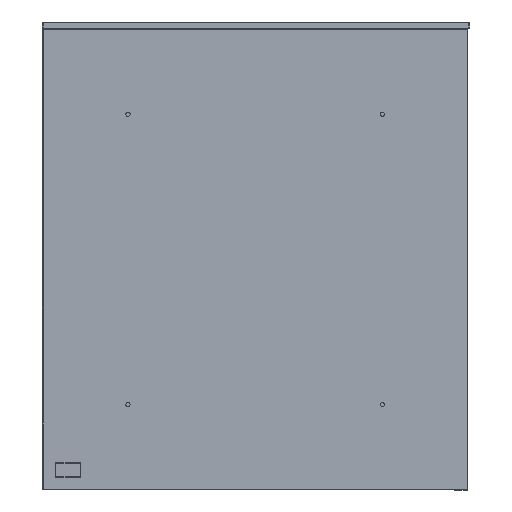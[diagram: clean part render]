
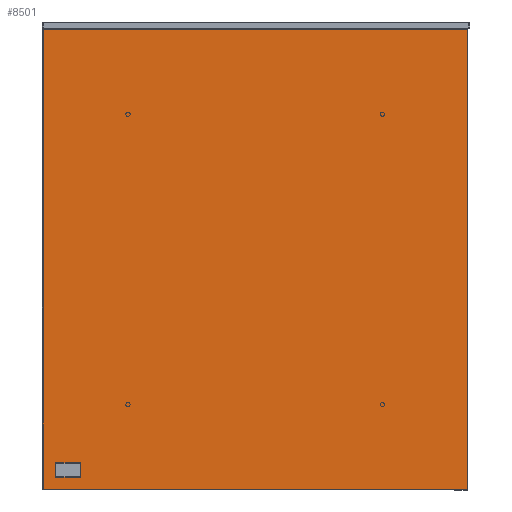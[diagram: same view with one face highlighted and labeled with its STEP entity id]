
A CAD part, left-side view. The second image highlights one B-rep face of the part: STEP entity #8501.
In plain terms, the highlighted planar face has unit normal (-1, 0, 0).
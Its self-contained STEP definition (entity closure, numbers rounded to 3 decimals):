
#8140=CARTESIAN_POINT('',(-3823.565,5493.44,-59.131));
#8141=VERTEX_POINT('',#8140);
#8142=CARTESIAN_POINT('',(-3823.565,5493.44,-596.869));
#8143=VERTEX_POINT('',#8142);
#8144=CARTESIAN_POINT('',(-3823.565,5493.44,-59.131));
#8145=DIRECTION('',(0.0,0.0,-1.0));
#8146=VECTOR('',#8145,537.737);
#8147=LINE('',#8144,#8146);
#8148=EDGE_CURVE('',#8141,#8143,#8147,.T.);
#8180=CARTESIAN_POINT('',(-3823.565,5493.771,-597.2));
#8181=VERTEX_POINT('',#8180);
#8182=CARTESIAN_POINT('',(-3823.565,5493.44,-596.869));
#8183=DIRECTION('',(0.0,0.707,-0.707));
#8184=VECTOR('',#8183,0.469);
#8185=LINE('',#8182,#8184);
#8186=EDGE_CURVE('',#8143,#8181,#8185,.T.);
#8211=CARTESIAN_POINT('',(-3823.565,5989.508,-597.2));
#8212=VERTEX_POINT('',#8211);
#8213=CARTESIAN_POINT('',(-3823.565,5493.771,-597.2));
#8214=DIRECTION('',(0.0,1.0,0.0));
#8215=VECTOR('',#8214,495.737);
#8216=LINE('',#8213,#8215);
#8217=EDGE_CURVE('',#8181,#8212,#8216,.T.);
#8251=CARTESIAN_POINT('',(-3823.565,5989.84,-596.869));
#8252=VERTEX_POINT('',#8251);
#8253=CARTESIAN_POINT('',(-3823.565,5989.508,-597.2));
#8254=DIRECTION('',(0.0,0.707,0.707));
#8255=VECTOR('',#8254,0.469);
#8256=LINE('',#8253,#8255);
#8257=EDGE_CURVE('',#8212,#8252,#8256,.T.);
#8282=CARTESIAN_POINT('',(-3823.565,5989.84,-59.131));
#8283=VERTEX_POINT('',#8282);
#8284=CARTESIAN_POINT('',(-3823.565,5989.84,-596.869));
#8285=DIRECTION('',(0.0,0.0,1.0));
#8286=VECTOR('',#8285,537.737);
#8287=LINE('',#8284,#8286);
#8288=EDGE_CURVE('',#8252,#8283,#8287,.T.);
#8313=CARTESIAN_POINT('',(-3823.565,5989.508,-58.8));
#8314=VERTEX_POINT('',#8313);
#8315=CARTESIAN_POINT('',(-3823.565,5989.84,-59.131));
#8316=DIRECTION('',(0.0,-0.707,0.707));
#8317=VECTOR('',#8316,0.469);
#8318=LINE('',#8315,#8317);
#8319=EDGE_CURVE('',#8283,#8314,#8318,.T.);
#8344=CARTESIAN_POINT('',(-3823.565,5493.771,-58.8));
#8345=VERTEX_POINT('',#8344);
#8346=CARTESIAN_POINT('',(-3823.565,5989.508,-58.8));
#8347=DIRECTION('',(0.0,-1.0,0.0));
#8348=VECTOR('',#8347,495.737);
#8349=LINE('',#8346,#8348);
#8350=EDGE_CURVE('',#8314,#8345,#8349,.T.);
#8373=CARTESIAN_POINT('',(-3823.565,5493.771,-58.8));
#8374=DIRECTION('',(0.0,-0.707,-0.707));
#8375=VECTOR('',#8374,0.469);
#8376=LINE('',#8373,#8375);
#8377=EDGE_CURVE('',#8345,#8141,#8376,.T.);
#8486=CARTESIAN_POINT('',(-3823.565,5741.64,-597.201));
#8487=DIRECTION('',(-1.0,0.0,0.0));
#8488=DIRECTION('',(0.0,0.0,1.0));
#8489=AXIS2_PLACEMENT_3D('',#8486,#8487,#8488);
#8490=PLANE('',#8489);
#8491=ORIENTED_EDGE('',*,*,#8148,.F.);
#8492=ORIENTED_EDGE('',*,*,#8377,.F.);
#8493=ORIENTED_EDGE('',*,*,#8350,.F.);
#8494=ORIENTED_EDGE('',*,*,#8319,.F.);
#8495=ORIENTED_EDGE('',*,*,#8288,.F.);
#8496=ORIENTED_EDGE('',*,*,#8257,.F.);
#8497=ORIENTED_EDGE('',*,*,#8217,.F.);
#8498=ORIENTED_EDGE('',*,*,#8186,.F.);
#8499=EDGE_LOOP('',(#8491,#8492,#8493,#8494,#8495,#8496,#8497,#8498));
#8500=FACE_OUTER_BOUND('',#8499,.T.);
#8501=ADVANCED_FACE('',(#8500),#8490,.T.);
